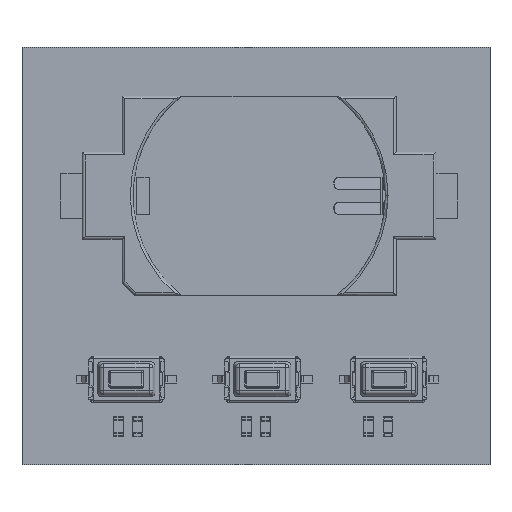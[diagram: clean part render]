
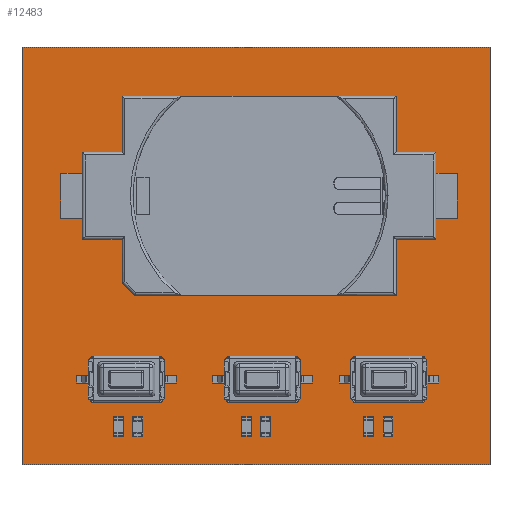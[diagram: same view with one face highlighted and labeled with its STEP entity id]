
A CAD part, top view. The second image highlights one B-rep face of the part: STEP entity #12483.
In plain terms, the highlighted planar face has unit normal (0, 0, 1).
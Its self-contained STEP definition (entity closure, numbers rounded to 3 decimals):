
#12354 = VERTEX_POINT('',#12355);
#12355 = CARTESIAN_POINT('',(161.29,-112.014,1.6));
#12361 = EDGE_CURVE('',#12354,#12362,#12364,.T.);
#12362 = VERTEX_POINT('',#12363);
#12363 = CARTESIAN_POINT('',(123.698,-112.014,1.6));
#12364 = LINE('',#12365,#12366);
#12365 = CARTESIAN_POINT('',(161.29,-112.014,1.6));
#12366 = VECTOR('',#12367,1.);
#12367 = DIRECTION('',(-1.,0.,0.));
#12392 = EDGE_CURVE('',#12362,#12393,#12395,.T.);
#12393 = VERTEX_POINT('',#12394);
#12394 = CARTESIAN_POINT('',(123.698,-78.486,1.6));
#12395 = LINE('',#12396,#12397);
#12396 = CARTESIAN_POINT('',(123.698,-112.014,1.6));
#12397 = VECTOR('',#12398,1.);
#12398 = DIRECTION('',(0.,1.,0.));
#12423 = EDGE_CURVE('',#12393,#12424,#12426,.T.);
#12424 = VERTEX_POINT('',#12425);
#12425 = CARTESIAN_POINT('',(161.29,-78.486,1.6));
#12426 = LINE('',#12427,#12428);
#12427 = CARTESIAN_POINT('',(123.698,-78.486,1.6));
#12428 = VECTOR('',#12429,1.);
#12429 = DIRECTION('',(1.,0.,0.));
#12454 = EDGE_CURVE('',#12424,#12354,#12455,.T.);
#12455 = LINE('',#12456,#12457);
#12456 = CARTESIAN_POINT('',(161.29,-78.486,1.6));
#12457 = VECTOR('',#12458,1.);
#12458 = DIRECTION('',(0.,-1.,0.));
#12483 = ADVANCED_FACE('',(#12484),#12490,.T.);
#12484 = FACE_BOUND('',#12485,.F.);
#12485 = EDGE_LOOP('',(#12486,#12487,#12488,#12489));
#12486 = ORIENTED_EDGE('',*,*,#12361,.T.);
#12487 = ORIENTED_EDGE('',*,*,#12392,.T.);
#12488 = ORIENTED_EDGE('',*,*,#12423,.T.);
#12489 = ORIENTED_EDGE('',*,*,#12454,.T.);
#12490 = PLANE('',#12491);
#12491 = AXIS2_PLACEMENT_3D('',#12492,#12493,#12494);
#12492 = CARTESIAN_POINT('',(0.,0.,1.6));
#12493 = DIRECTION('',(0.,0.,1.));
#12494 = DIRECTION('',(1.,0.,-0.));
